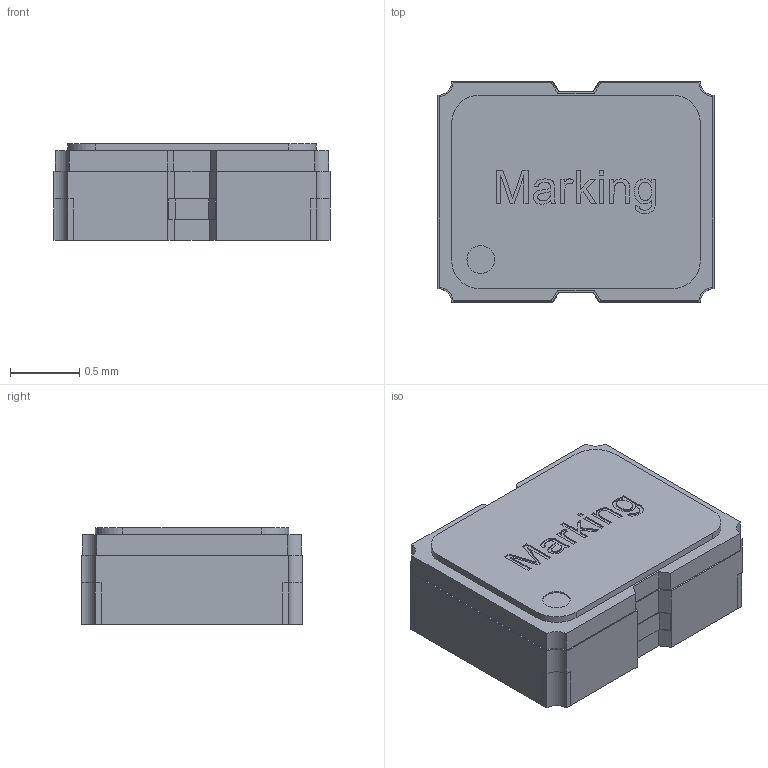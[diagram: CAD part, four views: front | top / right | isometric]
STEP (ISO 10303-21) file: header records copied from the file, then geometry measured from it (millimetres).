
FILE_DESCRIPTION(/* description */ ('Unknown'),/* implementation_level */ '2;1');
FILE_NAME(/* name */ 'FrqSPXO_IQXO-540',/* time_stamp */ '2018-08-29T09:18:40+02:00',/* author */ ('Unknown'),/* organization */ ('Unknown'),/* preprocessor_version */ 'ST-DEVELOPER v16.7',/* originating_system */ 'DEX',/* authorisation */ $);
FILE_SCHEMA (('AUTOMOTIVE_DESIGN {1 0 10303 214 3 1 1}'));
Length unit declared in the file: millimetre
Products named in the file (4): IQXO-540; Body; Pins; Cover
Assembly tree (3 placements, depth 2):
  IQXO-540
    Body
    Pins
    Cover
Bounding box: 2 x 1.6 x 0.7 mm (x, y, z)
Volume: 2.1 mm3; surface area: 25 mm2
Topology: 8 solids, 8 shells, 213 faces, 555 edges, 370 vertices
Faces by surface type: plane 180, cylinder 17, bspline 16
Full cylindrical faces by diameter (mm): 0.2 x1
Entity records: 7777 total; most frequent: CARTESIAN_POINT 1972, ORIENTED_EDGE 1106, DIRECTION 865, EDGE_CURVE 553, LINE 395, VECTOR 395, VERTEX_POINT 370, AXIS2_PLACEMENT_3D 235
